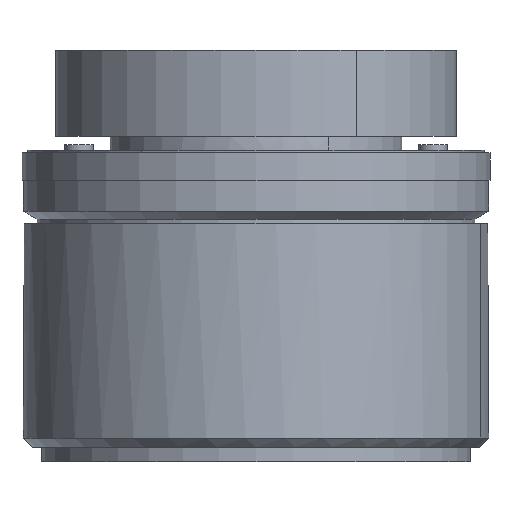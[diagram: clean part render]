
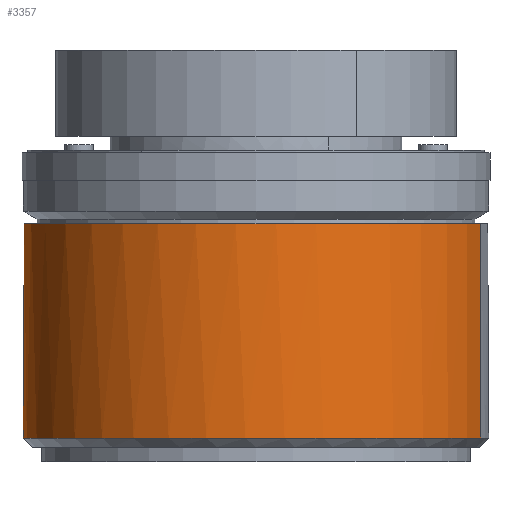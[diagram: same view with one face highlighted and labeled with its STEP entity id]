
A CAD part, front view. The second image highlights one B-rep face of the part: STEP entity #3357.
In plain terms, the highlighted cylindrical face has radius 25.5 mm (diameter 51 mm), a partial arc.
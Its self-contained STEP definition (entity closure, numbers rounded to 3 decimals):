
#52 = CARTESIAN_POINT ( 'NONE',  ( 0., 0., 1. ) ) ;
#58 = LINE ( 'NONE', #521, #2343 ) ;
#110 = CARTESIAN_POINT ( 'NONE',  ( 24.631, -6.6, 24.5 ) ) ;
#166 = VERTEX_POINT ( 'NONE', #1447 ) ;
#192 = EDGE_CURVE ( 'NONE', #166, #2088, #58, .T. ) ;
#365 = DIRECTION ( 'NONE',  ( -1., 0., 0. ) ) ;
#424 = VECTOR ( 'NONE', #3897, 1000. ) ;
#452 = DIRECTION ( 'NONE',  ( 0., 0., -1. ) ) ;
#472 = DIRECTION ( 'NONE',  ( 0., 0., 1. ) ) ;
#499 = ORIENTED_EDGE ( 'NONE', *, *, #192, .T. ) ;
#521 = CARTESIAN_POINT ( 'NONE',  ( -24.631, 6.6, 24.5 ) ) ;
#536 = FACE_OUTER_BOUND ( 'NONE', #2282, .T. ) ;
#821 = EDGE_CURVE ( 'NONE', #166, #2352, #1969, .T. ) ;
#910 = AXIS2_PLACEMENT_3D ( 'NONE', #2963, #452, #2647 ) ;
#942 = VERTEX_POINT ( 'NONE', #3002 ) ;
#1006 = AXIS2_PLACEMENT_3D ( 'NONE', #2972, #472, #2642 ) ;
#1093 = CARTESIAN_POINT ( 'NONE',  ( 0., 0., 24.5 ) ) ;
#1442 = DIRECTION ( 'NONE',  ( 0., 0., -1. ) ) ;
#1447 = CARTESIAN_POINT ( 'NONE',  ( -24.631, 6.6, 24.5 ) ) ;
#1470 = CARTESIAN_POINT ( 'NONE',  ( -24.631, 6.6, 1. ) ) ;
#1743 = ORIENTED_EDGE ( 'NONE', *, *, #821, .F. ) ;
#1860 = ORIENTED_EDGE ( 'NONE', *, *, #1874, .F. ) ;
#1874 = EDGE_CURVE ( 'NONE', #2352, #942, #2915, .T. ) ;
#1969 = CIRCLE ( 'NONE', #1006, 25.5 ) ;
#2088 = VERTEX_POINT ( 'NONE', #1470 ) ;
#2216 = DIRECTION ( 'NONE',  ( 0., 0., -1. ) ) ;
#2278 = DIRECTION ( 'NONE',  ( -0.966, 0.259, 0. ) ) ;
#2282 = EDGE_LOOP ( 'NONE', ( #1860, #1743, #499, #3673, #3477 ) ) ;
#2343 = VECTOR ( 'NONE', #3341, 1000. ) ;
#2352 = VERTEX_POINT ( 'NONE', #110 ) ;
#2429 = CIRCLE ( 'NONE', #3822, 25.5 ) ;
#2642 = DIRECTION ( 'NONE',  ( 0.966, -0.259, 0. ) ) ;
#2647 = DIRECTION ( 'NONE',  ( -1., 0., 0. ) ) ;
#2828 = CYLINDRICAL_SURFACE ( 'NONE', #3619, 25.5 ) ;
#2904 = CARTESIAN_POINT ( 'NONE',  ( -25.5, 0., 1. ) ) ;
#2915 = LINE ( 'NONE', #2965, #424 ) ;
#2963 = CARTESIAN_POINT ( 'NONE',  ( 0., 0., 1. ) ) ;
#2965 = CARTESIAN_POINT ( 'NONE',  ( 24.631, -6.6, 24.5 ) ) ;
#2972 = CARTESIAN_POINT ( 'NONE',  ( 0., 0., 24.5 ) ) ;
#3002 = CARTESIAN_POINT ( 'NONE',  ( 24.631, -6.6, 1. ) ) ;
#3176 = EDGE_CURVE ( 'NONE', #3284, #2088, #3430, .T. ) ;
#3284 = VERTEX_POINT ( 'NONE', #2904 ) ;
#3341 = DIRECTION ( 'NONE',  ( 0., 0., -1. ) ) ;
#3357 = ADVANCED_FACE ( 'NONE', ( #536 ), #2828, .T. ) ;
#3430 = CIRCLE ( 'NONE', #910, 25.5 ) ;
#3477 = ORIENTED_EDGE ( 'NONE', *, *, #3525, .F. ) ;
#3525 = EDGE_CURVE ( 'NONE', #942, #3284, #2429, .T. ) ;
#3619 = AXIS2_PLACEMENT_3D ( 'NONE', #1093, #1442, #2278 ) ;
#3673 = ORIENTED_EDGE ( 'NONE', *, *, #3176, .F. ) ;
#3822 = AXIS2_PLACEMENT_3D ( 'NONE', #52, #2216, #365 ) ;
#3897 = DIRECTION ( 'NONE',  ( 0., 0., -1. ) ) ;
